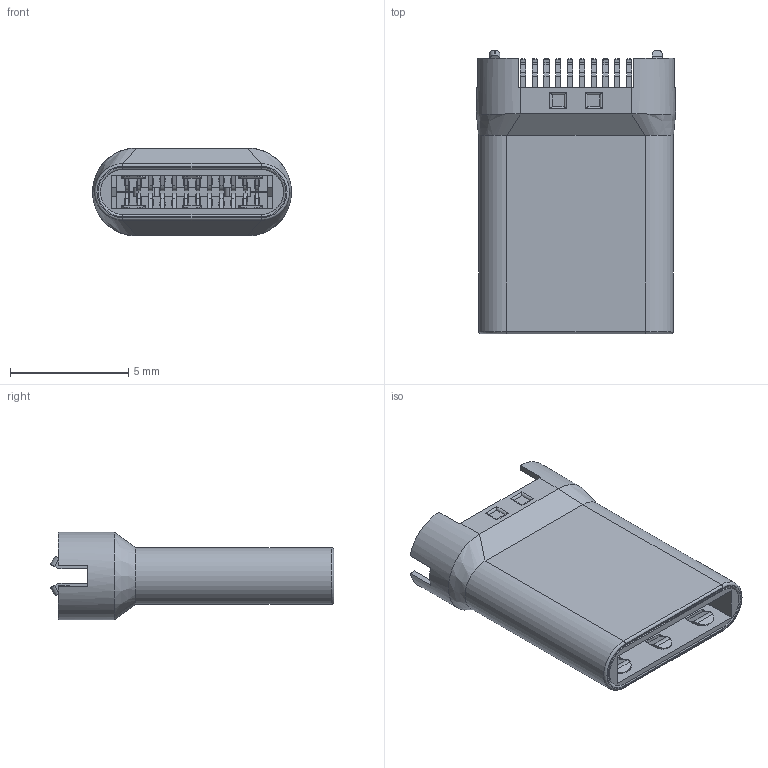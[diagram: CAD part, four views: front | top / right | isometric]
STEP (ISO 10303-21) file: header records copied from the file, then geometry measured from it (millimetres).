
FILE_DESCRIPTION(/* description */ (''),/* implementation_level */ '2;1');
FILE_NAME(/* name */ '632712000112.stp',/* time_stamp */ '2025-09-12T00:23:11+02:00',/* author */ (''),/* organization */ (''),/* preprocessor_version */ 'ST-DEVELOPER v20.1',/* originating_system */ 'Autodesk Translation Framework v14.10.0.0',/* authorisation */ '');
FILE_SCHEMA (('AUTOMOTIVE_DESIGN { 1 0 10303 214 3 1 1 }'));
Length unit declared in the file: millimetre
Products named in the file (9): 632712000112; 632712000112_Shelding; 632712000112_Housing1; 632712000112_Shelding3; 632712000112_Shelding2; SE Shelding Pin; 632712000112_Housing2; 632712000112_Pin; 632712000112_Milar
Assembly tree (22 placements, depth 3):
  632712000112
    632712000112_Shelding
    632712000112_Housing1
    SE Shelding Pin  x2
      632712000112_Housing2
      632712000112_Pin
    632712000112_Shelding2  x2
    632712000112_Shelding3
    632712000112_Milar  x2
Bounding box: 8.43 x 12 x 3.72 mm (x, y, z)
Volume: 139.1 mm3; surface area: 1458.7 mm2
Topology: 33 solids, 33 shells, 1948 faces, 5520 edges, 3608 vertices
Faces by surface type: plane 1304, cylinder 608, bspline 20, torus 16
Entity records: 29832 total; most frequent: CARTESIAN_POINT 5557, ORIENTED_EDGE 5120, DIRECTION 4786, EDGE_CURVE 2560, LINE 2056, VECTOR 2056, VERTEX_POINT 1674, AXIS2_PLACEMENT_3D 1365
